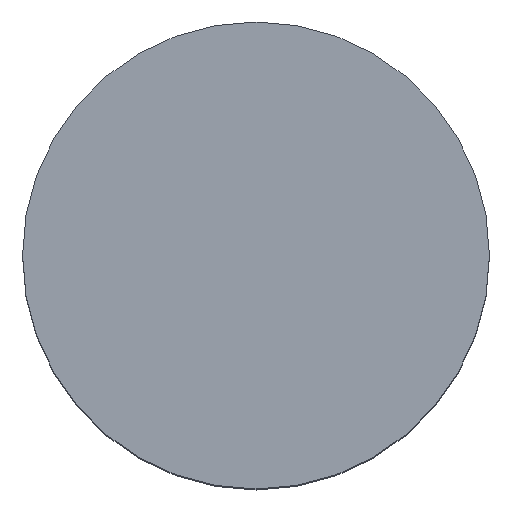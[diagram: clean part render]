
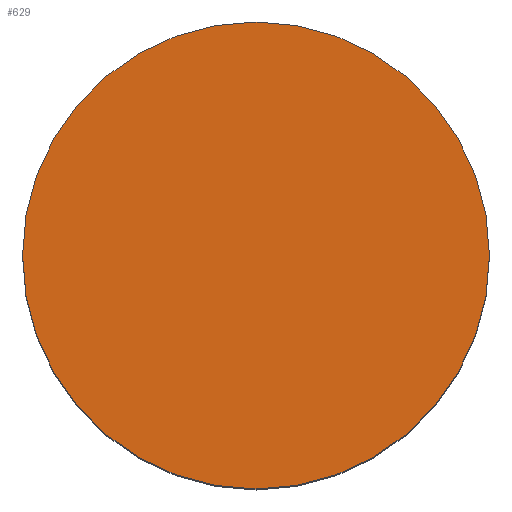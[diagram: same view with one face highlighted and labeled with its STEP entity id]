
A CAD part, top view. The second image highlights one B-rep face of the part: STEP entity #629.
In plain terms, the highlighted planar face has unit normal (0, 0, 1).
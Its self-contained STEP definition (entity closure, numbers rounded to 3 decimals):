
#610 = VERTEX_POINT('',#611);
#611 = CARTESIAN_POINT('',(7.5,0.,12.55));
#617 = EDGE_CURVE('',#610,#610,#618,.T.);
#618 = CIRCLE('',#619,5.);
#619 = AXIS2_PLACEMENT_3D('',#620,#621,#622);
#620 = CARTESIAN_POINT('',(2.5,0.,12.55));
#621 = DIRECTION('',(0.,0.,-1.));
#622 = DIRECTION('',(1.,0.,0.));
#629 = ADVANCED_FACE('',(#630),#633,.F.);
#630 = FACE_BOUND('',#631,.F.);
#631 = EDGE_LOOP('',(#632));
#632 = ORIENTED_EDGE('',*,*,#617,.T.);
#633 = PLANE('',#634);
#634 = AXIS2_PLACEMENT_3D('',#635,#636,#637);
#635 = CARTESIAN_POINT('',(2.5,0.,12.55));
#636 = DIRECTION('',(0.,0.,-1.));
#637 = DIRECTION('',(1.,0.,0.));
